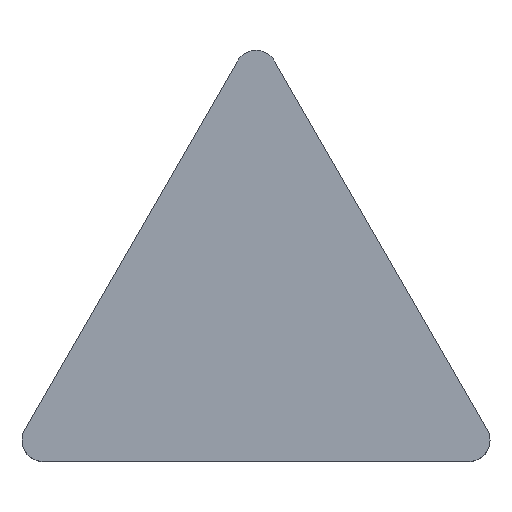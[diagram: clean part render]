
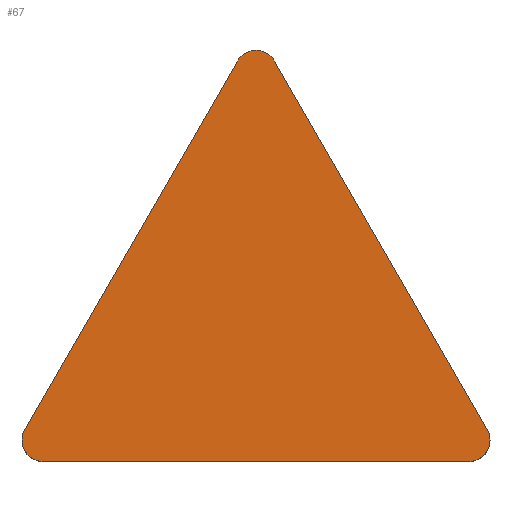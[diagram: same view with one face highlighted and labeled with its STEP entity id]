
A CAD part, top view. The second image highlights one B-rep face of the part: STEP entity #67.
In plain terms, the highlighted planar face has unit normal (0, 0, 1).
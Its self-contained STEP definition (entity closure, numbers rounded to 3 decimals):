
#67=ADVANCED_FACE('',(#162),#163,.T.);
#81=VERTEX_POINT('',#180);
#83=EDGE_CURVE('',#133,#121,#182,.T.);
#95=VERTEX_POINT('',#196);
#99=EDGE_CURVE('',#131,#105,#200,.T.);
#101=EDGE_CURVE('',#121,#95,#202,.T.);
#103=EDGE_CURVE('',#95,#81,#204,.T.);
#105=VERTEX_POINT('',#206);
#121=VERTEX_POINT('',#223);
#123=EDGE_CURVE('',#81,#131,#225,.T.);
#125=EDGE_CURVE('',#105,#133,#227,.T.);
#131=VERTEX_POINT('',#233);
#133=VERTEX_POINT('',#235);
#162=FACE_OUTER_BOUND('',#256,.T.);
#163=PLANE('',#257);
#180=CARTESIAN_POINT('',(8.66,15.,0.0));
#182=CIRCLE('',#280,0.8);
#196=CARTESIAN_POINT('',(10.046,15.0,0.0));
#200=CIRCLE('',#304,0.8);
#202=LINE('',#307,#308);
#204=CIRCLE('',#311,0.8);
#206=CARTESIAN_POINT('',(1.386,0.0,0.0));
#223=CARTESIAN_POINT('',(18.013,1.2,0.0));
#225=LINE('',#338,#339);
#227=LINE('',#342,#343);
#233=CARTESIAN_POINT('',(0.693,1.2,0.0));
#235=CARTESIAN_POINT('',(17.321,0.0,0.0));
#256=EDGE_LOOP('',(#374,#375,#376,#377,#378,#379));
#257=AXIS2_PLACEMENT_3D('',#380,#381,#382);
#280=AXIS2_PLACEMENT_3D('',#412,#413,#414);
#304=AXIS2_PLACEMENT_3D('',#436,#437,#438);
#307=CARTESIAN_POINT('',(18.013,1.2,0.0));
#308=VECTOR('',#439,1.0);
#311=AXIS2_PLACEMENT_3D('',#440,#441,#442);
#338=CARTESIAN_POINT('',(8.66,15.0,0.0));
#339=VECTOR('',#456,1.0);
#342=CARTESIAN_POINT('',(1.386,0.0,0.0));
#343=VECTOR('',#457,1.0);
#374=ORIENTED_EDGE('',*,*,#125,.T.);
#375=ORIENTED_EDGE('',*,*,#83,.T.);
#376=ORIENTED_EDGE('',*,*,#101,.T.);
#377=ORIENTED_EDGE('',*,*,#103,.T.);
#378=ORIENTED_EDGE('',*,*,#123,.T.);
#379=ORIENTED_EDGE('',*,*,#99,.T.);
#380=CARTESIAN_POINT('',(9.353,5.4,0.0));
#381=DIRECTION('',(0.0,0.0,1.0));
#382=DIRECTION('',(1.0,0.0,0.0));
#412=CARTESIAN_POINT('',(17.321,0.8,0.0));
#413=DIRECTION('',(0.0,0.0,1.0));
#414=DIRECTION('',(0.,-1.0,0.0));
#436=CARTESIAN_POINT('',(1.386,0.8,0.0));
#437=DIRECTION('',(0.0,0.0,1.0));
#438=DIRECTION('',(-0.866,0.5,0.0));
#439=DIRECTION('',(-0.5,0.866,0.0));
#440=CARTESIAN_POINT('',(9.353,14.6,0.0));
#441=DIRECTION('',(0.0,-0.0,1.0));
#442=DIRECTION('',(0.866,0.5,0.0));
#456=DIRECTION('',(-0.5,-0.866,0.0));
#457=DIRECTION('',(1.0,0.0,0.0));
